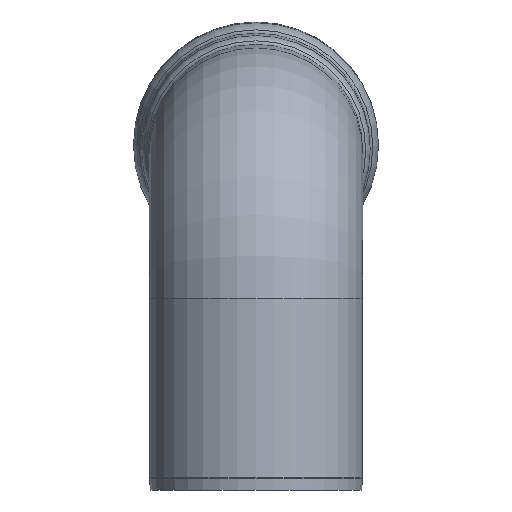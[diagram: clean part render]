
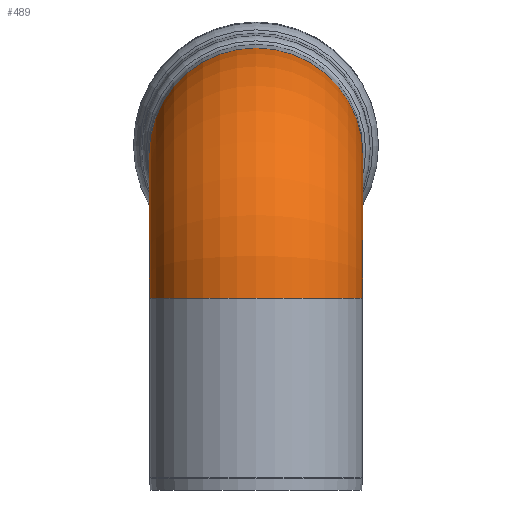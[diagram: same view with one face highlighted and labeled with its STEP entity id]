
A CAD part, left-side view. The second image highlights one B-rep face of the part: STEP entity #489.
In plain terms, the highlighted toroidal (fillet/blend) face has major radius 600 mm and minor radius 445 mm.
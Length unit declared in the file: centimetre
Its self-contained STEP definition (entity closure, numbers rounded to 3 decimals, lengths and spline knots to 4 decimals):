
#75=FACE_OUTER_BOUND('',#105,.T.);
#105=EDGE_LOOP('',(#353,#354,#355,#356,#357));
#146=CIRCLE('',#540,44.5);
#147=CIRCLE('',#541,15.5);
#148=CIRCLE('',#542,44.5);
#149=CIRCLE('',#543,44.5);
#205=VERTEX_POINT('',#856);
#206=VERTEX_POINT('',#858);
#207=VERTEX_POINT('',#860);
#260=EDGE_CURVE('',#205,#205,#146,.T.);
#261=EDGE_CURVE('',#205,#206,#147,.T.);
#262=EDGE_CURVE('',#206,#207,#148,.T.);
#263=EDGE_CURVE('',#207,#206,#149,.T.);
#353=ORIENTED_EDGE('',*,*,#260,.F.);
#354=ORIENTED_EDGE('',*,*,#261,.T.);
#355=ORIENTED_EDGE('',*,*,#262,.T.);
#356=ORIENTED_EDGE('',*,*,#263,.T.);
#357=ORIENTED_EDGE('',*,*,#261,.F.);
#471=TOROIDAL_SURFACE('',#539,60.,44.5);
#489=ADVANCED_FACE('',(#75),#471,.T.);
#539=AXIS2_PLACEMENT_3D('',#855,#663,#664);
#540=AXIS2_PLACEMENT_3D('',#857,#665,#666);
#541=AXIS2_PLACEMENT_3D('',#859,#667,#668);
#542=AXIS2_PLACEMENT_3D('',#861,#669,#670);
#543=AXIS2_PLACEMENT_3D('',#862,#671,#672);
#663=DIRECTION('center_axis',(0.,1.,0.));
#664=DIRECTION('ref_axis',(-1.,0.,0.));
#665=DIRECTION('center_axis',(0.999,0.,0.052));
#666=DIRECTION('ref_axis',(0.052,0.,-0.999));
#667=DIRECTION('center_axis',(0.,-1.,0.));
#668=DIRECTION('ref_axis',(-1.,0.,0.));
#669=DIRECTION('center_axis',(0.,0.,
1.));
#670=DIRECTION('ref_axis',(1.,0.,0.));
#671=DIRECTION('center_axis',(0.,0.,
1.));
#672=DIRECTION('ref_axis',(1.,0.,0.));
#855=CARTESIAN_POINT('Origin',(126.0701,151.4498,26.8409));
#856=CARTESIAN_POINT('',(125.2589,151.4498,42.3197));
#857=CARTESIAN_POINT('Origin',(122.9299,151.4498,86.7587));
#858=CARTESIAN_POINT('',(110.5701,151.4498,26.8409));
#859=CARTESIAN_POINT('Origin',(126.0701,151.4498,26.8409));
#860=CARTESIAN_POINT('',(21.5701,151.4498,26.8409));
#861=CARTESIAN_POINT('Origin',(66.0701,151.4498,26.8409));
#862=CARTESIAN_POINT('Origin',(66.0701,151.4498,26.8409));
